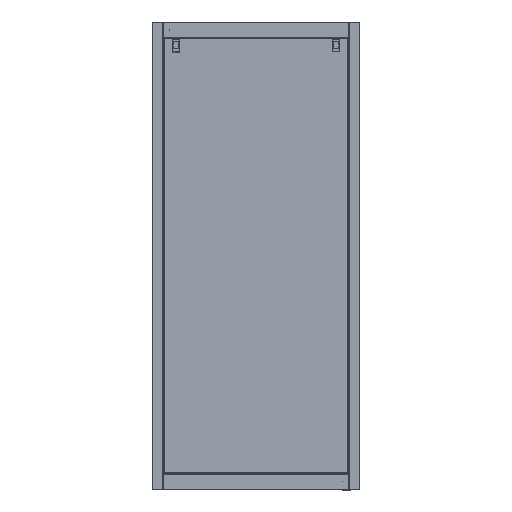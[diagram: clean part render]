
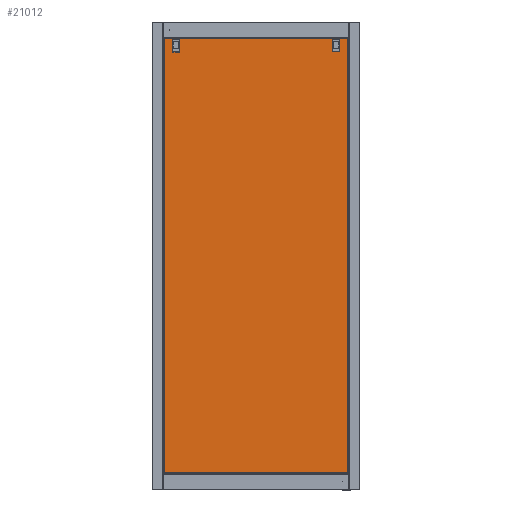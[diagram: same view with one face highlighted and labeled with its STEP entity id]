
A CAD part, top view. The second image highlights one B-rep face of the part: STEP entity #21012.
In plain terms, the highlighted face is planar.
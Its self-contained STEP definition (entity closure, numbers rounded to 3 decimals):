
#83 = DIRECTION ( 'NONE',  ( 1., 0., 0. ) ) ;
#321 = VECTOR ( 'NONE', #1063, 1000. ) ;
#514 = VECTOR ( 'NONE', #16202, 1000. ) ;
#1063 = DIRECTION ( 'NONE',  ( 0., -1., 0. ) ) ;
#1301 = CARTESIAN_POINT ( 'NONE',  ( 2., 2., -1. ) ) ;
#1681 = CARTESIAN_POINT ( 'NONE',  ( 61.5, 1627., -1. ) ) ;
#2152 = VERTEX_POINT ( 'NONE', #17113 ) ;
#2201 = VERTEX_POINT ( 'NONE', #22308 ) ;
#2527 = EDGE_LOOP ( 'NONE', ( #17363, #8748, #21091, #18426 ) ) ;
#2733 = VECTOR ( 'NONE', #20361, 1000. ) ;
#2780 = DIRECTION ( 'NONE',  ( 0., 1., 0. ) ) ;
#2963 = EDGE_CURVE ( 'NONE', #11207, #6067, #33593, .T. ) ;
#3026 = CARTESIAN_POINT ( 'NONE',  ( 35.5, 1627., -1. ) ) ;
#3103 = VECTOR ( 'NONE', #9694, 1000. ) ;
#4953 = DIRECTION ( 'NONE',  ( -1., 0., 0. ) ) ;
#5072 = LINE ( 'NONE', #16752, #514 ) ;
#5329 = LINE ( 'NONE', #17017, #20440 ) ;
#6067 = VERTEX_POINT ( 'NONE', #25291 ) ;
#6241 = VECTOR ( 'NONE', #36604, 1000. ) ;
#6638 = LINE ( 'NONE', #21236, #3103 ) ;
#6903 = DIRECTION ( 'NONE',  ( 1., 0., 0. ) ) ;
#7150 = VERTEX_POINT ( 'NONE', #15682 ) ;
#7612 = CARTESIAN_POINT ( 'NONE',  ( 35.5, 1665., -1. ) ) ;
#7937 = EDGE_CURVE ( 'NONE', #33993, #15793, #9199, .T. ) ;
#8011 = CARTESIAN_POINT ( 'NONE',  ( 710., 1675.859, -1. ) ) ;
#8729 = EDGE_CURVE ( 'NONE', #2152, #11462, #5329, .T. ) ;
#8748 = ORIENTED_EDGE ( 'NONE', *, *, #7937, .T. ) ;
#8883 = LINE ( 'NONE', #17717, #35306 ) ;
#9199 = LINE ( 'NONE', #35498, #2733 ) ;
#9694 = DIRECTION ( 'NONE',  ( -1., 0., 0. ) ) ;
#9962 = EDGE_CURVE ( 'NONE', #15793, #2152, #26347, .T. ) ;
#9983 = DIRECTION ( 'NONE',  ( 0., -1., 0. ) ) ;
#10737 = VECTOR ( 'NONE', #6903, 1000. ) ;
#11075 = LINE ( 'NONE', #8011, #32390 ) ;
#11207 = VERTEX_POINT ( 'NONE', #31186 ) ;
#11462 = VERTEX_POINT ( 'NONE', #27456 ) ;
#11996 = VERTEX_POINT ( 'NONE', #3026 ) ;
#12041 = EDGE_CURVE ( 'NONE', #23133, #7150, #6638, .T. ) ;
#12317 = CARTESIAN_POINT ( 'NONE',  ( 676.5, 1665., -1. ) ) ;
#12351 = LINE ( 'NONE', #29620, #321 ) ;
#13127 = VECTOR ( 'NONE', #2780, 1000. ) ;
#14122 = DIRECTION ( 'NONE',  ( 1., 0., 0. ) ) ;
#14852 = LINE ( 'NONE', #26566, #18080 ) ;
#15200 = LINE ( 'NONE', #12317, #22305 ) ;
#15682 = CARTESIAN_POINT ( 'NONE',  ( 650.5, 1623.174, -1. ) ) ;
#15793 = VERTEX_POINT ( 'NONE', #1301 ) ;
#16202 = DIRECTION ( 'NONE',  ( 0., 1., 0. ) ) ;
#16241 = AXIS2_PLACEMENT_3D ( 'NONE', #34282, #19358, #4953 ) ;
#16655 = CARTESIAN_POINT ( 'NONE',  ( 676.5, 1623.174, -1. ) ) ;
#16752 = CARTESIAN_POINT ( 'NONE',  ( 650.5, 1665., -1. ) ) ;
#17017 = CARTESIAN_POINT ( 'NONE',  ( 1.141, 1675., -1. ) ) ;
#17073 = ORIENTED_EDGE ( 'NONE', *, *, #2963, .F. ) ;
#17113 = CARTESIAN_POINT ( 'NONE',  ( 2., 1675., -1. ) ) ;
#17363 = ORIENTED_EDGE ( 'NONE', *, *, #31501, .T. ) ;
#17717 = CARTESIAN_POINT ( 'NONE',  ( 61.5, 1627., -1. ) ) ;
#18080 = VECTOR ( 'NONE', #37697, 1000. ) ;
#18426 = ORIENTED_EDGE ( 'NONE', *, *, #8729, .T. ) ;
#19358 = DIRECTION ( 'NONE',  ( 0., 0., -1. ) ) ;
#19474 = EDGE_CURVE ( 'NONE', #6067, #21338, #12351, .T. ) ;
#19552 = FACE_BOUND ( 'NONE', #26093, .T. ) ;
#20176 = CARTESIAN_POINT ( 'NONE',  ( 710., 2., -1. ) ) ;
#20361 = DIRECTION ( 'NONE',  ( -1., 0., 0. ) ) ;
#20440 = VECTOR ( 'NONE', #14122, 1000. ) ;
#21012 = ADVANCED_FACE ( 'NONE', ( #19552, #25482, #31232 ), #33734, .T. ) ;
#21091 = ORIENTED_EDGE ( 'NONE', *, *, #9962, .T. ) ;
#21236 = CARTESIAN_POINT ( 'NONE',  ( 676.5, 1623.174, -1. ) ) ;
#21338 = VERTEX_POINT ( 'NONE', #1681 ) ;
#22202 = LINE ( 'NONE', #7612, #6241 ) ;
#22305 = VECTOR ( 'NONE', #83, 1000. ) ;
#22308 = CARTESIAN_POINT ( 'NONE',  ( 650.5, 1665., -1. ) ) ;
#22419 = ORIENTED_EDGE ( 'NONE', *, *, #19474, .F. ) ;
#23133 = VERTEX_POINT ( 'NONE', #16655 ) ;
#23422 = EDGE_CURVE ( 'NONE', #21338, #11996, #8883, .T. ) ;
#23932 = ORIENTED_EDGE ( 'NONE', *, *, #26584, .F. ) ;
#25192 = ORIENTED_EDGE ( 'NONE', *, *, #12041, .F. ) ;
#25291 = CARTESIAN_POINT ( 'NONE',  ( 61.5, 1665., -1. ) ) ;
#25482 = FACE_BOUND ( 'NONE', #31077, .T. ) ;
#26093 = EDGE_LOOP ( 'NONE', ( #22419, #17073, #27141, #30458 ) ) ;
#26249 = ORIENTED_EDGE ( 'NONE', *, *, #29273, .F. ) ;
#26347 = LINE ( 'NONE', #29023, #13127 ) ;
#26566 = CARTESIAN_POINT ( 'NONE',  ( 676.5, 1665., -1. ) ) ;
#26584 = EDGE_CURVE ( 'NONE', #2201, #37675, #15200, .T. ) ;
#27141 = ORIENTED_EDGE ( 'NONE', *, *, #34542, .F. ) ;
#27456 = CARTESIAN_POINT ( 'NONE',  ( 710., 1675., -1. ) ) ;
#29023 = CARTESIAN_POINT ( 'NONE',  ( 2., 1.141, -1. ) ) ;
#29273 = EDGE_CURVE ( 'NONE', #37675, #23133, #14852, .T. ) ;
#29620 = CARTESIAN_POINT ( 'NONE',  ( 61.5, 1665., -1. ) ) ;
#30458 = ORIENTED_EDGE ( 'NONE', *, *, #23422, .F. ) ;
#30660 = EDGE_CURVE ( 'NONE', #7150, #2201, #5072, .T. ) ;
#30689 = ORIENTED_EDGE ( 'NONE', *, *, #30660, .F. ) ;
#30908 = CARTESIAN_POINT ( 'NONE',  ( 61.5, 1665., -1. ) ) ;
#31077 = EDGE_LOOP ( 'NONE', ( #26249, #23932, #30689, #25192 ) ) ;
#31090 = CARTESIAN_POINT ( 'NONE',  ( 676.5, 1665., -1. ) ) ;
#31186 = CARTESIAN_POINT ( 'NONE',  ( 35.5, 1665., -1. ) ) ;
#31232 = FACE_OUTER_BOUND ( 'NONE', #2527, .T. ) ;
#31501 = EDGE_CURVE ( 'NONE', #11462, #33993, #11075, .T. ) ;
#32299 = DIRECTION ( 'NONE',  ( -1., 0., 0. ) ) ;
#32390 = VECTOR ( 'NONE', #9983, 1000. ) ;
#33593 = LINE ( 'NONE', #30908, #10737 ) ;
#33734 = PLANE ( 'NONE',  #16241 ) ;
#33993 = VERTEX_POINT ( 'NONE', #20176 ) ;
#34282 = CARTESIAN_POINT ( 'NONE',  ( 0., 0., -1. ) ) ;
#34542 = EDGE_CURVE ( 'NONE', #11996, #11207, #22202, .T. ) ;
#35306 = VECTOR ( 'NONE', #32299, 1000. ) ;
#35498 = CARTESIAN_POINT ( 'NONE',  ( 710.859, 2., -1. ) ) ;
#36604 = DIRECTION ( 'NONE',  ( 0., 1., 0. ) ) ;
#37675 = VERTEX_POINT ( 'NONE', #31090 ) ;
#37697 = DIRECTION ( 'NONE',  ( 0., -1., 0. ) ) ;
